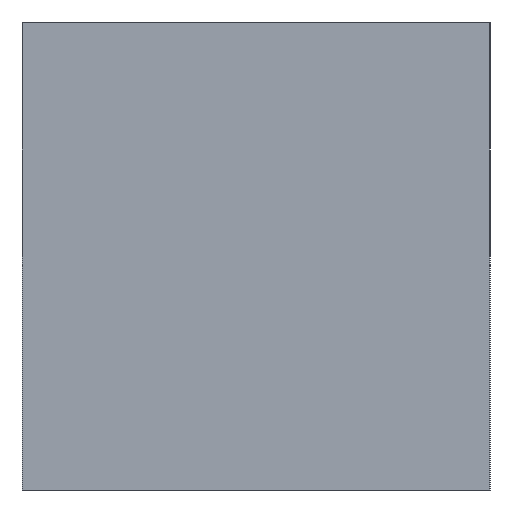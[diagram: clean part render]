
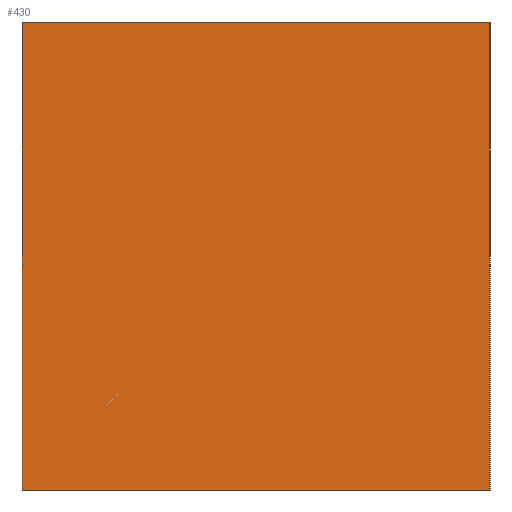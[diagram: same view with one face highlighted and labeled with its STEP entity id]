
A CAD part, left-side view. The second image highlights one B-rep face of the part: STEP entity #430.
In plain terms, the highlighted planar face has unit normal (-1, 0, 0).
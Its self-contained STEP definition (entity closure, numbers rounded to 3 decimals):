
#83=DIRECTION('',(0.,-1.,0.));
#84=VECTOR('',#83,8.);
#85=CARTESIAN_POINT('',(-20.,4.,-4.));
#86=LINE('',#85,#84);
#112=DIRECTION('',(0.,0.,1.));
#113=VECTOR('',#112,8.);
#114=CARTESIAN_POINT('',(-20.,4.,-4.));
#115=LINE('',#114,#113);
#165=DIRECTION('',(0.,0.,1.));
#166=VECTOR('',#165,8.);
#167=CARTESIAN_POINT('',(-20.,-4.,-4.));
#168=LINE('',#167,#166);
#172=DIRECTION('',(0.,-1.,0.));
#173=VECTOR('',#172,8.);
#174=CARTESIAN_POINT('',(-20.,4.,4.));
#175=LINE('',#174,#173);
#352=CARTESIAN_POINT('',(-20.,4.,-4.));
#353=CARTESIAN_POINT('',(-20.,-4.,-4.));
#354=VERTEX_POINT('',#352);
#355=VERTEX_POINT('',#353);
#360=CARTESIAN_POINT('',(-20.,4.,4.));
#361=CARTESIAN_POINT('',(-20.,-4.,4.));
#362=VERTEX_POINT('',#360);
#363=VERTEX_POINT('',#361);
#416=CARTESIAN_POINT('',(-20.,4.,-4.));
#417=DIRECTION('',(-1.,0.,0.));
#418=DIRECTION('',(0.,-1.,0.));
#419=AXIS2_PLACEMENT_3D('',#416,#417,#418);
#420=PLANE('',#419);
#421=ORIENTED_EDGE('',*,*,#405,.F.);
#423=ORIENTED_EDGE('',*,*,#422,.T.);
#425=ORIENTED_EDGE('',*,*,#424,.T.);
#427=ORIENTED_EDGE('',*,*,#426,.F.);
#428=EDGE_LOOP('',(#421,#423,#425,#427));
#429=FACE_OUTER_BOUND('',#428,.F.);
#430=ADVANCED_FACE('',(#429),#420,.T.);
#405=EDGE_CURVE('',#354,#355,#86,.T.);
#422=EDGE_CURVE('',#354,#362,#115,.T.);
#424=EDGE_CURVE('',#362,#363,#175,.T.);
#426=EDGE_CURVE('',#355,#363,#168,.T.);
